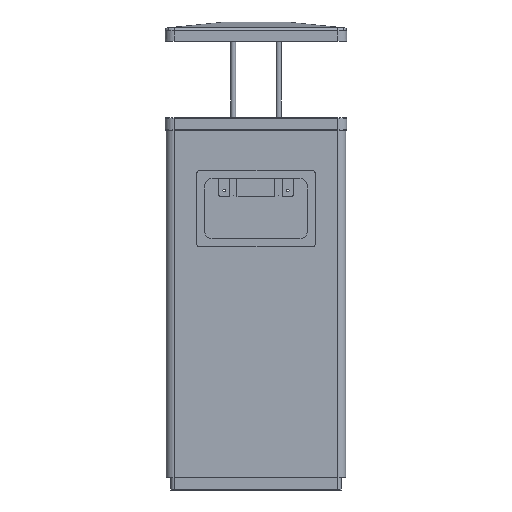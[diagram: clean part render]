
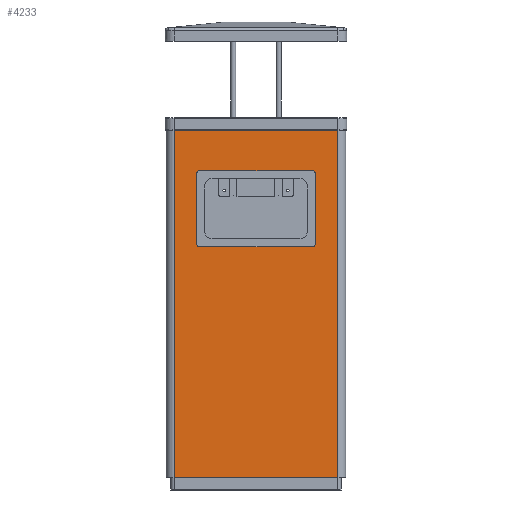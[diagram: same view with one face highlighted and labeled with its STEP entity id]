
A CAD part, front view. The second image highlights one B-rep face of the part: STEP entity #4233.
In plain terms, the highlighted planar face has unit normal (0, -1, 0).
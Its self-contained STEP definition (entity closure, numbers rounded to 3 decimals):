
#153=FACE_BOUND('',#618,.T.);
#223=PLANE('',#4638);
#363=FACE_OUTER_BOUND('',#617,.T.);
#617=EDGE_LOOP('',(#3161,#3162,#3163,#3164));
#618=EDGE_LOOP('',(#3165,#3166,#3167,#3168,#3169,#3170,#3171,#3172));
#823=LINE('',#6382,#1186);
#829=LINE('',#6397,#1192);
#831=LINE('',#6403,#1194);
#832=LINE('',#6405,#1195);
#945=LINE('',#6722,#1308);
#946=LINE('',#6726,#1309);
#947=LINE('',#6728,#1310);
#948=LINE('',#6729,#1311);
#1186=VECTOR('',#5053,10.);
#1192=VECTOR('',#5069,10.);
#1194=VECTOR('',#5077,10.);
#1195=VECTOR('',#5080,10.);
#1308=VECTOR('',#5397,10.);
#1309=VECTOR('',#5402,10.);
#1310=VECTOR('',#5403,10.);
#1311=VECTOR('',#5404,10.);
#1545=CIRCLE('',#4516,5.);
#1553=CIRCLE('',#4527,5.);
#1554=CIRCLE('',#4529,5.);
#1555=CIRCLE('',#4532,5.);
#1760=VERTEX_POINT('',#6345);
#1761=VERTEX_POINT('',#6347);
#1776=VERTEX_POINT('',#6381);
#1777=VERTEX_POINT('',#6385);
#1778=VERTEX_POINT('',#6389);
#1779=VERTEX_POINT('',#6391);
#1780=VERTEX_POINT('',#6395);
#1781=VERTEX_POINT('',#6399);
#1882=VERTEX_POINT('',#6719);
#1883=VERTEX_POINT('',#6721);
#1884=VERTEX_POINT('',#6725);
#1885=VERTEX_POINT('',#6727);
#2177=EDGE_CURVE('',#1760,#1761,#1545,.F.);
#2194=EDGE_CURVE('',#1776,#1761,#823,.T.);
#2196=EDGE_CURVE('',#1776,#1777,#1553,.F.);
#2199=EDGE_CURVE('',#1778,#1779,#1554,.F.);
#2202=EDGE_CURVE('',#1778,#1780,#829,.T.);
#2204=EDGE_CURVE('',#1781,#1780,#1555,.F.);
#2205=EDGE_CURVE('',#1760,#1779,#831,.T.);
#2206=EDGE_CURVE('',#1781,#1777,#832,.T.);
#2360=EDGE_CURVE('',#1883,#1882,#945,.T.);
#2362=EDGE_CURVE('',#1882,#1884,#946,.T.);
#2363=EDGE_CURVE('',#1885,#1884,#947,.T.);
#2364=EDGE_CURVE('',#1883,#1885,#948,.T.);
#3161=ORIENTED_EDGE('',*,*,#2362,.T.);
#3162=ORIENTED_EDGE('',*,*,#2363,.F.);
#3163=ORIENTED_EDGE('',*,*,#2364,.F.);
#3164=ORIENTED_EDGE('',*,*,#2360,.T.);
#3165=ORIENTED_EDGE('',*,*,#2194,.T.);
#3166=ORIENTED_EDGE('',*,*,#2177,.F.);
#3167=ORIENTED_EDGE('',*,*,#2205,.T.);
#3168=ORIENTED_EDGE('',*,*,#2199,.F.);
#3169=ORIENTED_EDGE('',*,*,#2202,.T.);
#3170=ORIENTED_EDGE('',*,*,#2204,.F.);
#3171=ORIENTED_EDGE('',*,*,#2206,.T.);
#3172=ORIENTED_EDGE('',*,*,#2196,.F.);
#4233=ADVANCED_FACE('',(#363,#153),#223,.T.);
#4516=AXIS2_PLACEMENT_3D('',#6348,#5024,#5025);
#4527=AXIS2_PLACEMENT_3D('',#6386,#5057,#5058);
#4529=AXIS2_PLACEMENT_3D('',#6392,#5063,#5064);
#4532=AXIS2_PLACEMENT_3D('',#6401,#5073,#5074);
#4638=AXIS2_PLACEMENT_3D('',#6724,#5400,#5401);
#5024=DIRECTION('center_axis',(0.,1.,0.));
#5025=DIRECTION('ref_axis',(0.707,0.,-0.707));
#5053=DIRECTION('',(0.,0.,-1.));
#5057=DIRECTION('center_axis',(0.,1.,0.));
#5058=DIRECTION('ref_axis',(0.707,0.,0.707));
#5063=DIRECTION('center_axis',(0.,1.,0.));
#5064=DIRECTION('ref_axis',(-0.707,0.,-0.707));
#5069=DIRECTION('',(0.,0.,1.));
#5073=DIRECTION('center_axis',(0.,1.,0.));
#5074=DIRECTION('ref_axis',(-0.707,0.,0.707));
#5077=DIRECTION('',(-1.,0.,0.));
#5080=DIRECTION('',(1.,0.,0.));
#5397=DIRECTION('',(0.,0.,-1.));
#5400=DIRECTION('center_axis',(0.,-1.,0.));
#5401=DIRECTION('ref_axis',(0.,0.,-1.));
#5402=DIRECTION('',(1.,0.,0.));
#5403=DIRECTION('',(0.,0.,-1.));
#5404=DIRECTION('',(1.,0.,0.));
#6345=CARTESIAN_POINT('',(218.87,-15.487,-193.));
#6347=CARTESIAN_POINT('',(223.87,-15.487,-188.));
#6348=CARTESIAN_POINT('Origin',(218.87,-15.487,-188.));
#6381=CARTESIAN_POINT('',(223.87,-15.487,-72.));
#6382=CARTESIAN_POINT('',(223.87,-15.487,-33.5));
#6385=CARTESIAN_POINT('',(218.87,-15.487,-67.));
#6386=CARTESIAN_POINT('Origin',(218.87,-15.487,-72.));
#6389=CARTESIAN_POINT('',(27.87,-15.487,-188.));
#6391=CARTESIAN_POINT('',(32.87,-15.487,-193.));
#6392=CARTESIAN_POINT('Origin',(32.87,-15.487,-188.));
#6395=CARTESIAN_POINT('',(27.87,-15.487,-72.));
#6397=CARTESIAN_POINT('',(27.87,-15.487,-96.5));
#6399=CARTESIAN_POINT('',(32.87,-15.487,-67.));
#6401=CARTESIAN_POINT('Origin',(32.87,-15.487,-72.));
#6403=CARTESIAN_POINT('',(107.37,-15.487,-193.));
#6405=CARTESIAN_POINT('',(9.37,-15.487,-67.));
#6719=CARTESIAN_POINT('',(-9.13,-15.487,-575.));
#6721=CARTESIAN_POINT('',(-9.13,-15.487,0.));
#6722=CARTESIAN_POINT('',(-9.13,-15.487,0.));
#6724=CARTESIAN_POINT('Origin',(-9.13,-15.487,0.));
#6725=CARTESIAN_POINT('',(260.87,-15.487,-575.));
#6726=CARTESIAN_POINT('',(260.87,-15.487,-575.));
#6727=CARTESIAN_POINT('',(260.87,-15.487,0.));
#6728=CARTESIAN_POINT('',(260.87,-15.487,0.));
#6729=CARTESIAN_POINT('',(58.37,-15.487,0.));
